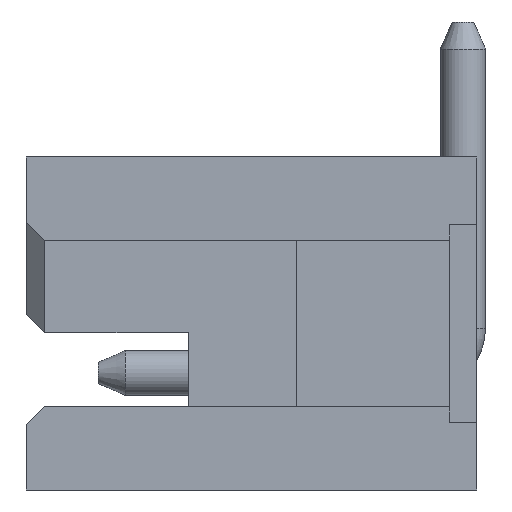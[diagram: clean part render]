
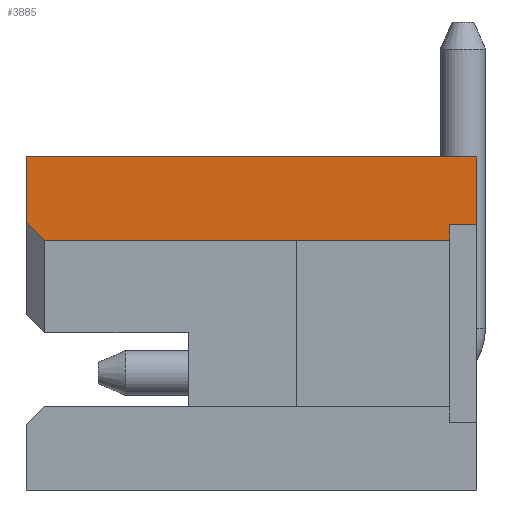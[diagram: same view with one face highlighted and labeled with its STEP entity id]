
A CAD part, left-side view. The second image highlights one B-rep face of the part: STEP entity #3885.
In plain terms, the highlighted planar face has unit normal (-1, 0, 0).
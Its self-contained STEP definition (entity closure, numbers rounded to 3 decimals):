
#2145=CARTESIAN_POINT('',(-3.75,0.,1.85));
#2146=VERTEX_POINT('',#2145);
#2153=CARTESIAN_POINT('',(-3.75,0.,1.1));
#2154=VERTEX_POINT('',#2153);
#2155=CARTESIAN_POINT('',(-3.75,0.,1.85));
#2156=DIRECTION('',(0.,0.,-1.));
#2157=VECTOR('',#2156,0.75);
#2158=LINE('',#2155,#2157);
#2159=EDGE_CURVE('',#2146,#2154,#2158,.T.);
#3819=CARTESIAN_POINT('',(-3.75,5.,1.85));
#3820=VERTEX_POINT('',#3819);
#3827=CARTESIAN_POINT('',(-3.75,5.,1.85));
#3828=DIRECTION('',(0.,-1.,0.));
#3829=VECTOR('',#3828,5.);
#3830=LINE('',#3827,#3829);
#3831=EDGE_CURVE('',#3820,#2146,#3830,.T.);
#3838=CARTESIAN_POINT('',(-3.75,2.5,1.388));
#3839=DIRECTION('',(0.,0.,1.));
#3840=DIRECTION('',(-1.,0.,0.));
#3841=AXIS2_PLACEMENT_3D('',#3838,#3840,#3839);
#3842=PLANE('',#3841);
#3843=CARTESIAN_POINT('',(-3.75,0.3,1.1));
#3844=VERTEX_POINT('',#3843);
#3845=CARTESIAN_POINT('',(-3.75,0.3,1.1));
#3846=DIRECTION('',(0.,-1.,0.));
#3847=VECTOR('',#3846,0.3);
#3848=LINE('',#3845,#3847);
#3849=EDGE_CURVE('',#3844,#2154,#3848,.T.);
#3850=ORIENTED_EDGE('',*,*,#3849,.T.);
#3851=ORIENTED_EDGE('',*,*,#2159,.F.);
#3852=ORIENTED_EDGE('',*,*,#3831,.F.);
#3853=CARTESIAN_POINT('',(-3.75,5.,1.125));
#3854=VERTEX_POINT('',#3853);
#3855=CARTESIAN_POINT('',(-3.75,5.,1.85));
#3856=DIRECTION('',(0.,0.,-1.));
#3857=VECTOR('',#3856,0.725);
#3858=LINE('',#3855,#3857);
#3859=EDGE_CURVE('',#3820,#3854,#3858,.T.);
#3860=ORIENTED_EDGE('',*,*,#3859,.T.);
#3861=CARTESIAN_POINT('',(-3.75,4.8,0.925));
#3862=VERTEX_POINT('',#3861);
#3863=CARTESIAN_POINT('',(-3.75,5.,1.125));
#3864=DIRECTION('',(0.,-0.707,-0.707));
#3865=VECTOR('',#3864,0.283);
#3866=LINE('',#3863,#3865);
#3867=EDGE_CURVE('',#3854,#3862,#3866,.T.);
#3868=ORIENTED_EDGE('',*,*,#3867,.T.);
#3869=CARTESIAN_POINT('',(-3.75,0.3,0.925));
#3870=VERTEX_POINT('',#3869);
#3871=CARTESIAN_POINT('',(-3.75,4.8,0.925));
#3872=DIRECTION('',(0.,-1.,0.));
#3873=VECTOR('',#3872,4.5);
#3874=LINE('',#3871,#3873);
#3875=EDGE_CURVE('',#3862,#3870,#3874,.T.);
#3876=ORIENTED_EDGE('',*,*,#3875,.T.);
#3877=CARTESIAN_POINT('',(-3.75,0.3,0.925));
#3878=DIRECTION('',(0.,0.,1.));
#3879=VECTOR('',#3878,0.175);
#3880=LINE('',#3877,#3879);
#3881=EDGE_CURVE('',#3870,#3844,#3880,.T.);
#3882=ORIENTED_EDGE('',*,*,#3881,.T.);
#3883=EDGE_LOOP('',(#3850,#3851,#3852,#3860,#3868,#3876,#3882));
#3884=FACE_OUTER_BOUND('',#3883,.T.);
#3885=ADVANCED_FACE('',(#3884),#3842,.T.);
